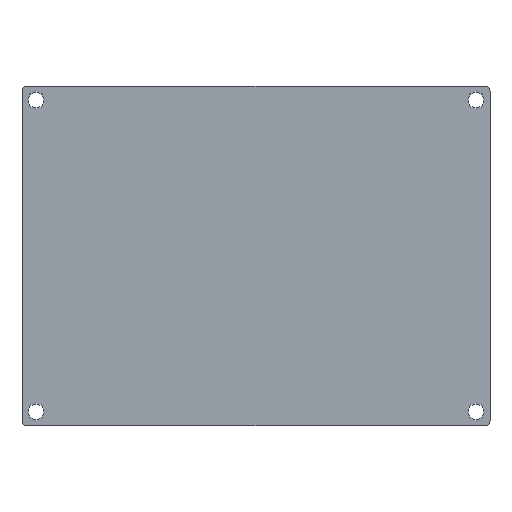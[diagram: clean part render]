
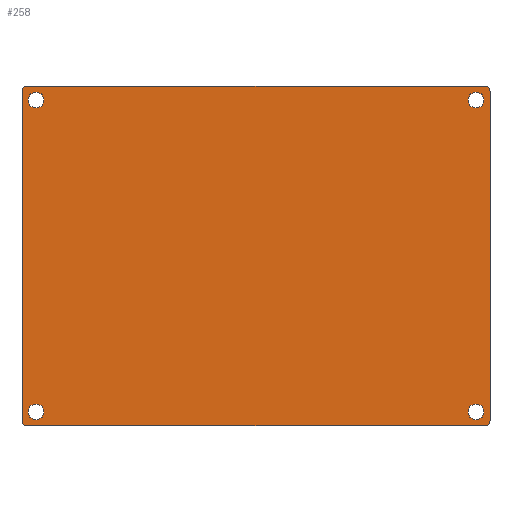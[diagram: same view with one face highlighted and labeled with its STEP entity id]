
A CAD part, top view. The second image highlights one B-rep face of the part: STEP entity #258.
In plain terms, the highlighted planar face has unit normal (0, 0, 1).
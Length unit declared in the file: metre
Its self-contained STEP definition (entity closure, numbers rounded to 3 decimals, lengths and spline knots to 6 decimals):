
#13=CIRCLE('',#278,0.001067);
#15=CIRCLE('',#282,0.001067);
#17=CIRCLE('',#286,0.001067);
#18=CIRCLE('',#289,0.0017);
#20=CIRCLE('',#292,0.0017);
#22=CIRCLE('',#295,0.0017);
#24=CIRCLE('',#298,0.0017);
#27=CIRCLE('',#302,0.001067);
#76=ORIENTED_EDGE('',*,*,#128,.F.);
#77=ORIENTED_EDGE('',*,*,#126,.F.);
#78=ORIENTED_EDGE('',*,*,#124,.F.);
#79=ORIENTED_EDGE('',*,*,#122,.F.);
#80=ORIENTED_EDGE('',*,*,#102,.F.);
#81=ORIENTED_EDGE('',*,*,#106,.T.);
#82=ORIENTED_EDGE('',*,*,#109,.T.);
#83=ORIENTED_EDGE('',*,*,#112,.T.);
#84=ORIENTED_EDGE('',*,*,#115,.T.);
#85=ORIENTED_EDGE('',*,*,#118,.T.);
#86=ORIENTED_EDGE('',*,*,#121,.F.);
#87=ORIENTED_EDGE('',*,*,#131,.T.);
#102=EDGE_CURVE('',#134,#135,#158,.T.);
#106=EDGE_CURVE('',#134,#137,#13,.T.);
#109=EDGE_CURVE('',#137,#139,#163,.T.);
#112=EDGE_CURVE('',#139,#141,#15,.T.);
#115=EDGE_CURVE('',#141,#143,#167,.T.);
#118=EDGE_CURVE('',#143,#145,#17,.T.);
#121=EDGE_CURVE('',#147,#145,#171,.T.);
#122=EDGE_CURVE('',#148,#148,#18,.T.);
#124=EDGE_CURVE('',#150,#150,#20,.T.);
#126=EDGE_CURVE('',#152,#152,#22,.T.);
#128=EDGE_CURVE('',#154,#154,#24,.T.);
#131=EDGE_CURVE('',#147,#135,#27,.T.);
#134=VERTEX_POINT('',#389);
#135=VERTEX_POINT('',#391);
#137=VERTEX_POINT('',#397);
#139=VERTEX_POINT('',#403);
#141=VERTEX_POINT('',#409);
#143=VERTEX_POINT('',#415);
#145=VERTEX_POINT('',#421);
#147=VERTEX_POINT('',#427);
#148=VERTEX_POINT('',#431);
#150=VERTEX_POINT('',#436);
#152=VERTEX_POINT('',#441);
#154=VERTEX_POINT('',#446);
#158=LINE('',#390,#174);
#163=LINE('',#404,#179);
#167=LINE('',#416,#183);
#171=LINE('',#428,#187);
#174=VECTOR('',#311,1.);
#179=VECTOR('',#324,1.);
#183=VECTOR('',#336,1.);
#187=VECTOR('',#348,1.);
#204=EDGE_LOOP('',(#76));
#205=EDGE_LOOP('',(#77));
#206=EDGE_LOOP('',(#78));
#207=EDGE_LOOP('',(#79));
#208=EDGE_LOOP('',(#80,#81,#82,#83,#84,#85,#86,#87));
#230=FACE_BOUND('',#204,.T.);
#231=FACE_BOUND('',#205,.T.);
#232=FACE_BOUND('',#206,.T.);
#233=FACE_BOUND('',#207,.T.);
#234=FACE_BOUND('',#208,.T.);
#244=PLANE('',#303);
#258=ADVANCED_FACE('',(#230,#231,#232,#233,#234),#244,.T.);
#278=AXIS2_PLACEMENT_3D('',#398,#318,#319);
#282=AXIS2_PLACEMENT_3D('',#410,#330,#331);
#286=AXIS2_PLACEMENT_3D('',#422,#342,#343);
#289=AXIS2_PLACEMENT_3D('',#430,#351,#352);
#292=AXIS2_PLACEMENT_3D('',#435,#357,#358);
#295=AXIS2_PLACEMENT_3D('',#440,#363,#364);
#298=AXIS2_PLACEMENT_3D('',#445,#369,#370);
#302=AXIS2_PLACEMENT_3D('',#451,#377,#378);
#303=AXIS2_PLACEMENT_3D('',#452,#379,#380);
#311=DIRECTION('',(0.,-1.,0.));
#318=DIRECTION('',(0.,0.,1.));
#319=DIRECTION('',(1.,0.,0.));
#324=DIRECTION('',(-1.,0.,0.));
#330=DIRECTION('',(0.,0.,1.));
#331=DIRECTION('',(1.,0.,0.));
#336=DIRECTION('',(0.,-1.,0.));
#342=DIRECTION('',(0.,0.,1.));
#343=DIRECTION('',(1.,0.,0.));
#348=DIRECTION('',(-1.,0.,0.));
#351=DIRECTION('',(0.,0.,1.));
#352=DIRECTION('',(1.,0.,0.));
#357=DIRECTION('',(0.,0.,1.));
#358=DIRECTION('',(1.,0.,0.));
#363=DIRECTION('',(0.,0.,1.));
#364=DIRECTION('',(1.,0.,0.));
#369=DIRECTION('',(0.,0.,1.));
#370=DIRECTION('',(1.,0.,0.));
#377=DIRECTION('',(0.,0.,1.));
#378=DIRECTION('',(1.,0.,0.));
#379=DIRECTION('',(0.,0.,1.));
#380=DIRECTION('',(1.,0.,0.));
#389=CARTESIAN_POINT('',(0.050243,0.035414,0.003));
#390=CARTESIAN_POINT('',(0.050243,0.,0.003));
#391=CARTESIAN_POINT('',(0.050243,-0.035414,0.003));
#397=CARTESIAN_POINT('',(0.049177,0.036481,0.003));
#398=CARTESIAN_POINT('',(0.049177,0.035414,0.003));
#403=CARTESIAN_POINT('',(-0.049177,0.036481,0.003));
#404=CARTESIAN_POINT('',(0.,0.036481,0.003));
#409=CARTESIAN_POINT('',(-0.050243,0.035414,0.003));
#410=CARTESIAN_POINT('',(-0.049177,0.035414,0.003));
#415=CARTESIAN_POINT('',(-0.050243,-0.035414,0.003));
#416=CARTESIAN_POINT('',(-0.050243,0.,0.003));
#421=CARTESIAN_POINT('',(-0.049177,-0.036481,0.003));
#422=CARTESIAN_POINT('',(-0.049177,-0.035414,0.003));
#427=CARTESIAN_POINT('',(0.049177,-0.036481,0.003));
#428=CARTESIAN_POINT('',(0.,-0.036481,0.003));
#430=CARTESIAN_POINT('',(-0.047243,0.033481,0.003));
#431=CARTESIAN_POINT('',(-0.045543,0.033481,0.003));
#435=CARTESIAN_POINT('',(0.047243,0.033481,0.003));
#436=CARTESIAN_POINT('',(0.048943,0.033481,0.003));
#440=CARTESIAN_POINT('',(0.047243,-0.033481,0.003));
#441=CARTESIAN_POINT('',(0.048943,-0.033481,0.003));
#445=CARTESIAN_POINT('',(-0.047243,-0.033481,0.003));
#446=CARTESIAN_POINT('',(-0.045543,-0.033481,0.003));
#451=CARTESIAN_POINT('',(0.049177,-0.035414,0.003));
#452=CARTESIAN_POINT('',(0.,0.,0.003));
